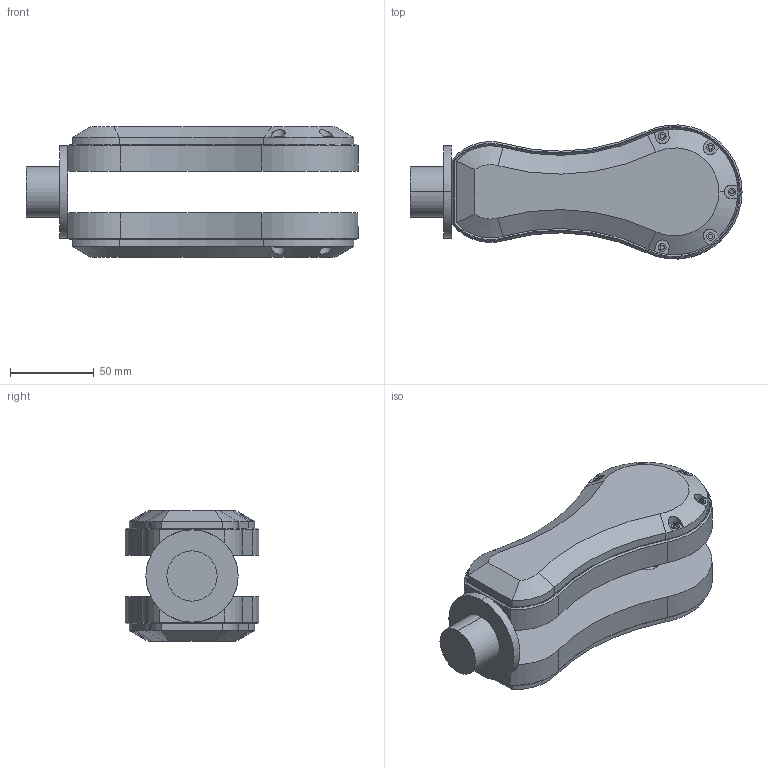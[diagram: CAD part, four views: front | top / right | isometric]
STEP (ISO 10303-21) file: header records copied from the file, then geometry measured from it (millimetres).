
FILE_DESCRIPTION (( 'STEP AP203' ), '1' );
FILE_NAME ('Part5_Default_sldprt.STEP', '2023-08-12T10:40:14', ( '' ), ( '' ), 'SwSTEP 2.0', 'SolidWorks 2023', '' );
FILE_SCHEMA (( 'CONFIG_CONTROL_DESIGN' ));
Length unit declared in the file: millimetre
Products named in the file (1): Part5_Default_sldprt
Bounding box: 198 x 79.87 x 78 mm (x, y, z)
Volume: 507772 mm3; surface area: 67072.8 mm2
Topology: 1 solids, 1 shells, 191 faces, 428 edges, 263 vertices
Faces by surface type: cylinder 83, plane 72, cone 36
Entity records: 5752 total; most frequent: CARTESIAN_POINT 1335, DIRECTION 977, ORIENTED_EDGE 856, EDGE_CURVE 428, AXIS2_PLACEMENT_3D 405, VERTEX_POINT 263, EDGE_LOOP 215, CIRCLE 213
